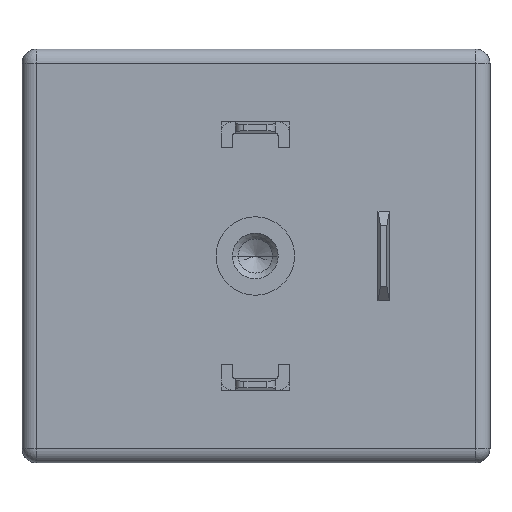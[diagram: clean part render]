
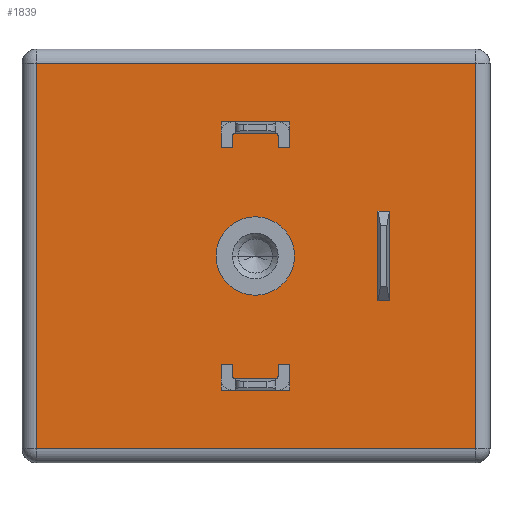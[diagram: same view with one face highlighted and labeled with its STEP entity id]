
A CAD part, left-side view. The second image highlights one B-rep face of the part: STEP entity #1839.
In plain terms, the highlighted planar face has unit normal (-1, 0, 0).
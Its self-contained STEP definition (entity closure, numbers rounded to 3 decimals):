
#48=DIRECTION('',(0.,-1.,0.));
#49=VECTOR('',#48,30.8);
#50=CARTESIAN_POINT('',(-21.5,15.4,13.5));
#51=LINE('',#50,#49);
#66=CARTESIAN_POINT('',(-21.5,0.05,0.));
#67=DIRECTION('',(-1.,0.,0.));
#68=DIRECTION('',(0.,1.,0.));
#69=AXIS2_PLACEMENT_3D('',#66,#67,#68);
#71=CARTESIAN_POINT('',(-21.5,0.05,0.));
#72=DIRECTION('',(-1.,0.,0.));
#73=DIRECTION('',(0.,-1.,0.));
#74=AXIS2_PLACEMENT_3D('',#71,#72,#73);
#76=DIRECTION('',(0.,-1.,0.));
#77=VECTOR('',#76,0.8);
#78=CARTESIAN_POINT('',(-21.5,-8.55,-3.15));
#79=LINE('',#78,#77);
#80=DIRECTION('',(0.,0.,1.));
#81=VECTOR('',#80,6.3);
#82=CARTESIAN_POINT('',(-21.5,-9.35,-3.15));
#83=LINE('',#82,#81);
#84=DIRECTION('',(0.,1.,0.));
#85=VECTOR('',#84,0.8);
#86=CARTESIAN_POINT('',(-21.5,-9.35,3.15));
#87=LINE('',#86,#85);
#88=DIRECTION('',(0.,0.,-1.));
#89=VECTOR('',#88,6.3);
#90=CARTESIAN_POINT('',(-21.5,-8.55,3.15));
#91=LINE('',#90,#89);
#92=DIRECTION('',(0.,0.,1.));
#93=VECTOR('',#92,0.8);
#94=CARTESIAN_POINT('',(-21.5,-2.35,-9.4));
#95=LINE('',#94,#93);
#96=DIRECTION('',(0.,1.,0.));
#97=VECTOR('',#96,4.8);
#98=CARTESIAN_POINT('',(-21.5,-2.35,-8.6));
#99=LINE('',#98,#97);
#100=DIRECTION('',(0.,0.,-1.));
#101=VECTOR('',#100,0.8);
#102=CARTESIAN_POINT('',(-21.5,2.45,-8.6));
#103=LINE('',#102,#101);
#104=DIRECTION('',(0.,-1.,0.));
#105=VECTOR('',#104,4.8);
#106=CARTESIAN_POINT('',(-21.5,2.45,-9.4));
#107=LINE('',#106,#105);
#108=DIRECTION('',(0.,-1.,0.));
#109=VECTOR('',#108,4.8);
#110=CARTESIAN_POINT('',(-21.5,2.45,9.4));
#111=LINE('',#110,#109);
#112=DIRECTION('',(0.,0.,1.));
#113=VECTOR('',#112,0.8);
#114=CARTESIAN_POINT('',(-21.5,2.45,8.6));
#115=LINE('',#114,#113);
#116=DIRECTION('',(0.,1.,0.));
#117=VECTOR('',#116,4.8);
#118=CARTESIAN_POINT('',(-21.5,-2.35,8.6));
#119=LINE('',#118,#117);
#120=DIRECTION('',(0.,0.,-1.));
#121=VECTOR('',#120,0.8);
#122=CARTESIAN_POINT('',(-21.5,-2.35,9.4));
#123=LINE('',#122,#121);
#205=DIRECTION('',(0.,-1.,0.));
#206=VECTOR('',#205,30.8);
#207=CARTESIAN_POINT('',(-21.5,15.4,-13.5));
#208=LINE('',#207,#206);
#232=DIRECTION('',(0.,0.,-1.));
#233=VECTOR('',#232,27.);
#234=CARTESIAN_POINT('',(-21.5,-15.4,13.5));
#235=LINE('',#234,#233);
#331=DIRECTION('',(0.,0.,1.));
#332=VECTOR('',#331,27.);
#333=CARTESIAN_POINT('',(-21.5,15.4,-13.5));
#334=LINE('',#333,#332);
#1380=CARTESIAN_POINT('',(-21.5,15.4,-13.5));
#1381=CARTESIAN_POINT('',(-21.5,-15.4,-13.5));
#1382=VERTEX_POINT('',#1380);
#1383=VERTEX_POINT('',#1381);
#1384=CARTESIAN_POINT('',(-21.5,-15.4,13.5));
#1385=VERTEX_POINT('',#1384);
#1388=CARTESIAN_POINT('',(-21.5,15.4,13.5));
#1389=VERTEX_POINT('',#1388);
#1430=CARTESIAN_POINT('',(-21.5,2.8,0.));
#1431=CARTESIAN_POINT('',(-21.5,-2.7,0.));
#1432=VERTEX_POINT('',#1430);
#1433=VERTEX_POINT('',#1431);
#1434=CARTESIAN_POINT('',(-21.5,-8.55,-3.15));
#1435=CARTESIAN_POINT('',(-21.5,-9.35,-3.15));
#1436=VERTEX_POINT('',#1434);
#1437=VERTEX_POINT('',#1435);
#1438=CARTESIAN_POINT('',(-21.5,-9.35,3.15));
#1439=VERTEX_POINT('',#1438);
#1440=CARTESIAN_POINT('',(-21.5,-8.55,3.15));
#1441=VERTEX_POINT('',#1440);
#1458=CARTESIAN_POINT('',(-21.5,-2.35,-9.4));
#1459=CARTESIAN_POINT('',(-21.5,-2.35,-8.6));
#1460=VERTEX_POINT('',#1458);
#1461=VERTEX_POINT('',#1459);
#1462=CARTESIAN_POINT('',(-21.5,2.45,-8.6));
#1463=VERTEX_POINT('',#1462);
#1464=CARTESIAN_POINT('',(-21.5,2.45,-9.4));
#1465=VERTEX_POINT('',#1464);
#1542=CARTESIAN_POINT('',(-21.5,2.45,9.4));
#1543=CARTESIAN_POINT('',(-21.5,-2.35,9.4));
#1544=VERTEX_POINT('',#1542);
#1545=VERTEX_POINT('',#1543);
#1546=CARTESIAN_POINT('',(-21.5,-2.35,8.6));
#1547=VERTEX_POINT('',#1546);
#1548=CARTESIAN_POINT('',(-21.5,2.45,8.6));
#1549=VERTEX_POINT('',#1548);
#1789=CARTESIAN_POINT('',(-21.5,-16.4,-14.5));
#1790=DIRECTION('',(-1.,0.,0.));
#1791=DIRECTION('',(0.,0.,1.));
#1792=AXIS2_PLACEMENT_3D('',#1789,#1790,#1791);
#1793=PLANE('',#1792);
#1795=ORIENTED_EDGE('',*,*,#1794,.F.);
#1797=ORIENTED_EDGE('',*,*,#1796,.T.);
#1798=ORIENTED_EDGE('',*,*,#1779,.T.);
#1800=ORIENTED_EDGE('',*,*,#1799,.T.);
#1801=EDGE_LOOP('',(#1795,#1797,#1798,#1800));
#1802=FACE_OUTER_BOUND('',#1801,.F.);
#1804=ORIENTED_EDGE('',*,*,#1803,.T.);
#1806=ORIENTED_EDGE('',*,*,#1805,.T.);
#1807=EDGE_LOOP('',(#1804,#1806));
#1808=FACE_BOUND('',#1807,.F.);
#1810=ORIENTED_EDGE('',*,*,#1809,.T.);
#1812=ORIENTED_EDGE('',*,*,#1811,.T.);
#1814=ORIENTED_EDGE('',*,*,#1813,.T.);
#1816=ORIENTED_EDGE('',*,*,#1815,.T.);
#1817=EDGE_LOOP('',(#1810,#1812,#1814,#1816));
#1818=FACE_BOUND('',#1817,.F.);
#1820=ORIENTED_EDGE('',*,*,#1819,.T.);
#1822=ORIENTED_EDGE('',*,*,#1821,.T.);
#1824=ORIENTED_EDGE('',*,*,#1823,.T.);
#1826=ORIENTED_EDGE('',*,*,#1825,.T.);
#1827=EDGE_LOOP('',(#1820,#1822,#1824,#1826));
#1828=FACE_BOUND('',#1827,.F.);
#1830=ORIENTED_EDGE('',*,*,#1829,.F.);
#1832=ORIENTED_EDGE('',*,*,#1831,.F.);
#1834=ORIENTED_EDGE('',*,*,#1833,.F.);
#1836=ORIENTED_EDGE('',*,*,#1835,.F.);
#1837=EDGE_LOOP('',(#1830,#1832,#1834,#1836));
#1838=FACE_BOUND('',#1837,.F.);
#1839=ADVANCED_FACE('',(#1802,#1808,#1818,#1828,#1838),#1793,.T.);
#70=CIRCLE('',#69,2.75);
#75=CIRCLE('',#74,2.75);
#1779=EDGE_CURVE('',#1389,#1385,#51,.T.);
#1794=EDGE_CURVE('',#1382,#1383,#208,.T.);
#1796=EDGE_CURVE('',#1382,#1389,#334,.T.);
#1799=EDGE_CURVE('',#1385,#1383,#235,.T.);
#1803=EDGE_CURVE('',#1432,#1433,#70,.T.);
#1805=EDGE_CURVE('',#1433,#1432,#75,.T.);
#1809=EDGE_CURVE('',#1436,#1437,#79,.T.);
#1811=EDGE_CURVE('',#1437,#1439,#83,.T.);
#1813=EDGE_CURVE('',#1439,#1441,#87,.T.);
#1815=EDGE_CURVE('',#1441,#1436,#91,.T.);
#1819=EDGE_CURVE('',#1460,#1461,#95,.T.);
#1821=EDGE_CURVE('',#1461,#1463,#99,.T.);
#1823=EDGE_CURVE('',#1463,#1465,#103,.T.);
#1825=EDGE_CURVE('',#1465,#1460,#107,.T.);
#1829=EDGE_CURVE('',#1544,#1545,#111,.T.);
#1831=EDGE_CURVE('',#1549,#1544,#115,.T.);
#1833=EDGE_CURVE('',#1547,#1549,#119,.T.);
#1835=EDGE_CURVE('',#1545,#1547,#123,.T.);
